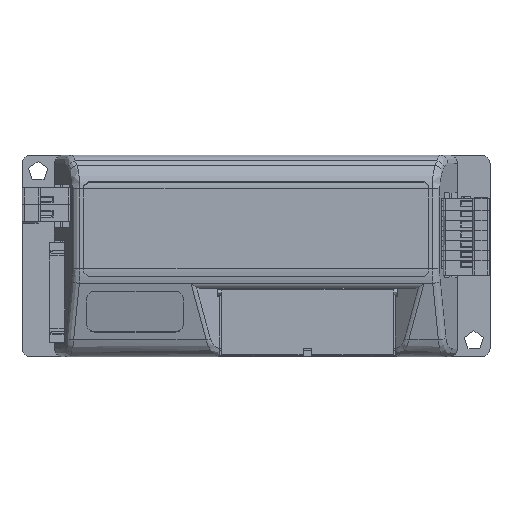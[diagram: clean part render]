
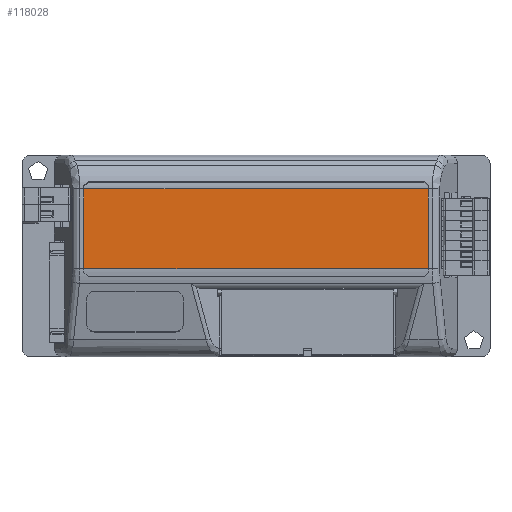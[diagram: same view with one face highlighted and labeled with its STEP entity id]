
A CAD part, top view. The second image highlights one B-rep face of the part: STEP entity #118028.
In plain terms, the highlighted planar face has unit normal (0, 0, 1).
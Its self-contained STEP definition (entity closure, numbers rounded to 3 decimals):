
#13105=FACE_OUTER_BOUND('',#19865,.T.);
#19865=EDGE_LOOP('',(#107407,#107408,#107409,#107410));
#35144=LINE('',#206100,#47888);
#35154=LINE('',#206229,#47898);
#35160=LINE('',#206343,#47904);
#35161=LINE('',#206345,#47905);
#47888=VECTOR('',#156653,19.757);
#47898=VECTOR('',#156679,19.757);
#47904=VECTOR('',#156697,85.29);
#47905=VECTOR('',#156700,85.29);
#58361=VERTEX_POINT('',#206093);
#58364=VERTEX_POINT('',#206098);
#58378=VERTEX_POINT('',#206226);
#58379=VERTEX_POINT('',#206228);
#74702=EDGE_CURVE('',#58361,#58364,#35144,.T.);
#74721=EDGE_CURVE('',#58379,#58378,#35154,.T.);
#74734=EDGE_CURVE('',#58364,#58379,#35160,.T.);
#74735=EDGE_CURVE('',#58378,#58361,#35161,.T.);
#107407=ORIENTED_EDGE('',*,*,#74735,.T.);
#107408=ORIENTED_EDGE('',*,*,#74702,.T.);
#107409=ORIENTED_EDGE('',*,*,#74734,.T.);
#107410=ORIENTED_EDGE('',*,*,#74721,.T.);
#111819=PLANE('',#126832);
#118028=ADVANCED_FACE('',(#13105),#111819,.F.);
#126832=AXIS2_PLACEMENT_3D('',#206344,#156698,#156699);
#156653=DIRECTION('',(0.,-1.,0.));
#156679=DIRECTION('',(0.,1.,0.));
#156697=DIRECTION('',(1.,0.,0.));
#156698=DIRECTION('center_axis',(0.,0.,-1.));
#156699=DIRECTION('ref_axis',(-1.,0.,0.));
#156700=DIRECTION('',(-1.,0.,0.));
#206093=CARTESIAN_POINT('',(-42.645,16.603,16.));
#206098=CARTESIAN_POINT('',(-42.646,-3.153,16.));
#206100=CARTESIAN_POINT('',(-42.646,16.603,16.));
#206226=CARTESIAN_POINT('',(42.646,16.603,16.));
#206228=CARTESIAN_POINT('',(42.646,-3.153,16.));
#206229=CARTESIAN_POINT('',(42.646,-3.153,16.));
#206343=CARTESIAN_POINT('',(-42.644,-3.153,16.));
#206344=CARTESIAN_POINT('Origin',(-50.,0.,16.));
#206345=CARTESIAN_POINT('',(42.646,16.603,16.));
